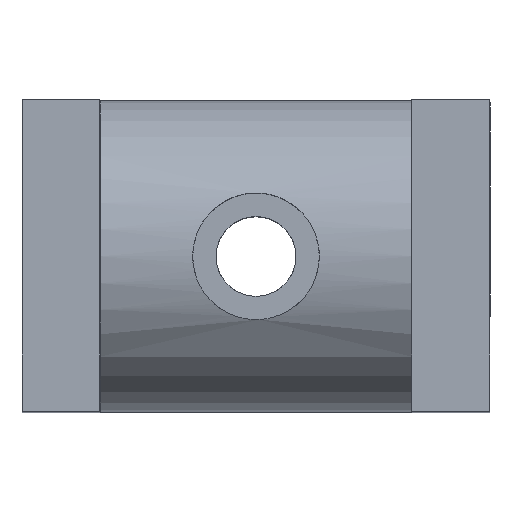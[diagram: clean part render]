
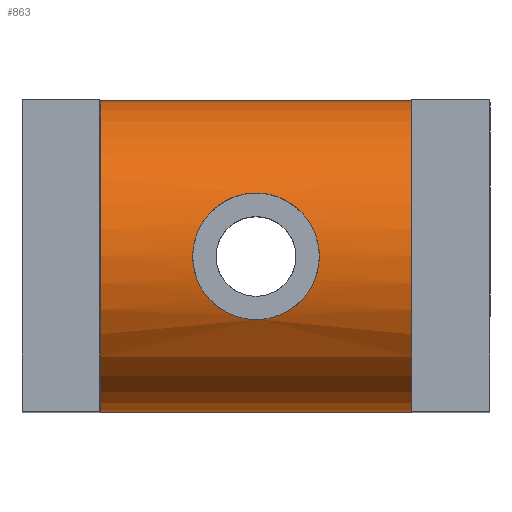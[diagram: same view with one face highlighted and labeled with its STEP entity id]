
A CAD part, top view. The second image highlights one B-rep face of the part: STEP entity #863.
In plain terms, the highlighted cylindrical face has radius 12.7 mm (diameter 25.4 mm), a partial arc.
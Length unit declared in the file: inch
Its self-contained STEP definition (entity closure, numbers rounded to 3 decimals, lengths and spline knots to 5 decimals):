
#256=CARTESIAN_POINT('',(-0.203,0.0,1.0));
#257=VERTEX_POINT('',#256);
#266=CARTESIAN_POINT('',(0.203,0.0,1.0));
#267=VERTEX_POINT('',#266);
#268=CARTESIAN_POINT('',(0.203,0.0,1.0));
#269=CARTESIAN_POINT('',(0.203,-0.0258,1.0));
#270=CARTESIAN_POINT('',(0.19778,-0.05313,0.99781));
#271=CARTESIAN_POINT('',(0.17697,-0.10306,0.98992));
#272=CARTESIAN_POINT('',(0.16139,-0.12569,0.9843));
#273=CARTESIAN_POINT('',(0.12567,-0.16141,0.9736));
#274=CARTESIAN_POINT('',(0.10305,-0.17698,0.96777));
#275=CARTESIAN_POINT('',(0.05314,-0.19778,0.95936));
#276=CARTESIAN_POINT('',(0.02583,-0.203,0.95694));
#277=CARTESIAN_POINT('',(0.,-0.203,0.95694));
#278=CARTESIAN_POINT('',(-0.02583,-0.203,0.95694));
#279=CARTESIAN_POINT('',(-0.05314,-0.19778,0.95936));
#280=CARTESIAN_POINT('',(-0.10305,-0.17698,0.96777));
#281=CARTESIAN_POINT('',(-0.12567,-0.16141,0.9736));
#282=CARTESIAN_POINT('',(-0.16139,-0.12569,0.9843));
#283=CARTESIAN_POINT('',(-0.17697,-0.10306,0.98992));
#284=CARTESIAN_POINT('',(-0.19778,-0.05313,0.99781));
#285=CARTESIAN_POINT('',(-0.203,-0.0258,1.0));
#286=CARTESIAN_POINT('',(-0.203,0.0,1.0));
#287=B_SPLINE_CURVE_WITH_KNOTS('',3,(#268,#269,#270,#271,#272,#273,#274,#275,#276,#277,#278,#279,#280,#281,#282,#283,#284,#285,#286),.UNSPECIFIED.,.F.,.U.,(4,2,2,2,3,2,2,2,4),(0.92938,1.00679,1.08419,1.16168,1.23917,1.31666,1.39415,1.47156,1.54897),.UNSPECIFIED.);
#288=EDGE_CURVE('',#267,#257,#287,.T.);
#313=CARTESIAN_POINT('',(0.5,-0.5,0.5));
#314=VERTEX_POINT('',#313);
#315=CARTESIAN_POINT('',(0.5,0.5,0.5));
#316=VERTEX_POINT('',#315);
#317=CARTESIAN_POINT('',(0.5,0.,0.5));
#318=DIRECTION('',(-1.0,0.0,0.0));
#319=DIRECTION('',(0.0,0.0,1.0));
#320=AXIS2_PLACEMENT_3D('',#317,#318,#319);
#321=CIRCLE('',#320,0.5);
#322=EDGE_CURVE('',#314,#316,#321,.T.);
#405=CARTESIAN_POINT('',(-0.5,-0.5,0.5));
#406=VERTEX_POINT('',#405);
#415=CARTESIAN_POINT('',(-0.5,0.5,0.5));
#416=VERTEX_POINT('',#415);
#417=CARTESIAN_POINT('',(-0.5,0.0,0.5));
#418=DIRECTION('',(1.0,0.0,0.0));
#419=DIRECTION('',(0.0,0.0,1.0));
#420=AXIS2_PLACEMENT_3D('',#417,#418,#419);
#421=CIRCLE('',#420,0.5);
#422=EDGE_CURVE('',#416,#406,#421,.T.);
#517=CARTESIAN_POINT('',(-0.203,0.0,1.0));
#518=CARTESIAN_POINT('',(-0.203,0.0258,1.0));
#519=CARTESIAN_POINT('',(-0.19778,0.05313,0.99781));
#520=CARTESIAN_POINT('',(-0.17697,0.10306,0.98992));
#521=CARTESIAN_POINT('',(-0.16139,0.12569,0.9843));
#522=CARTESIAN_POINT('',(-0.12567,0.16141,0.9736));
#523=CARTESIAN_POINT('',(-0.10305,0.17698,0.96777));
#524=CARTESIAN_POINT('',(-0.05314,0.19778,0.95936));
#525=CARTESIAN_POINT('',(-0.02583,0.203,0.95694));
#526=CARTESIAN_POINT('',(0.02583,0.203,0.95694));
#527=CARTESIAN_POINT('',(0.05314,0.19778,0.95936));
#528=CARTESIAN_POINT('',(0.10305,0.17698,0.96777));
#529=CARTESIAN_POINT('',(0.12567,0.16141,0.9736));
#530=CARTESIAN_POINT('',(0.16139,0.12569,0.9843));
#531=CARTESIAN_POINT('',(0.17697,0.10306,0.98992));
#532=CARTESIAN_POINT('',(0.19778,0.05313,0.99781));
#533=CARTESIAN_POINT('',(0.203,0.0258,1.0));
#534=CARTESIAN_POINT('',(0.203,0.0,1.0));
#535=B_SPLINE_CURVE_WITH_KNOTS('',3,(#517,#518,#519,#520,#521,#522,#523,#524,#525,#526,#527,#528,#529,#530,#531,#532,#533,#534),.UNSPECIFIED.,.F.,.U.,(4,2,2,2,2,2,2,2,4),(0.30979,0.3872,0.46461,0.5421,0.61959,0.69708,0.77457,0.85197,0.92938),.UNSPECIFIED.);
#536=EDGE_CURVE('',#257,#267,#535,.T.);
#838=CARTESIAN_POINT('',(0.469,0.,0.5));
#839=DIRECTION('',(-1.0,0.,0.));
#840=DIRECTION('',(0.,-0.707,0.707));
#841=AXIS2_PLACEMENT_3D('',#838,#839,#840);
#842=CYLINDRICAL_SURFACE('',#841,0.5);
#843=CARTESIAN_POINT('',(0.5,-0.5,0.5));
#844=DIRECTION('',(-1.0,0.0,0.0));
#845=VECTOR('',#844,1.0);
#846=LINE('',#843,#845);
#847=EDGE_CURVE('',#314,#406,#846,.T.);
#848=ORIENTED_EDGE('',*,*,#847,.F.);
#849=ORIENTED_EDGE('',*,*,#322,.T.);
#850=CARTESIAN_POINT('',(-0.5,0.5,0.5));
#851=DIRECTION('',(1.0,0.0,0.0));
#852=VECTOR('',#851,1.0);
#853=LINE('',#850,#852);
#854=EDGE_CURVE('',#416,#316,#853,.T.);
#855=ORIENTED_EDGE('',*,*,#854,.F.);
#856=ORIENTED_EDGE('',*,*,#422,.T.);
#857=EDGE_LOOP('',(#848,#849,#855,#856));
#858=FACE_OUTER_BOUND('',#857,.T.);
#859=ORIENTED_EDGE('',*,*,#536,.T.);
#860=ORIENTED_EDGE('',*,*,#288,.T.);
#861=EDGE_LOOP('',(#859,#860));
#862=FACE_BOUND('',#861,.T.);
#863=ADVANCED_FACE('',(#858,#862),#842,.T.);
